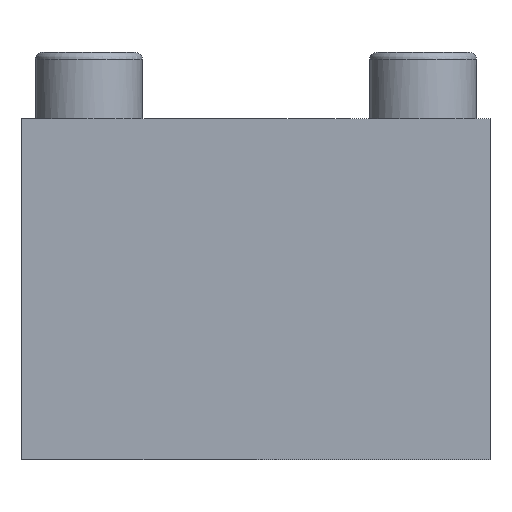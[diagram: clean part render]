
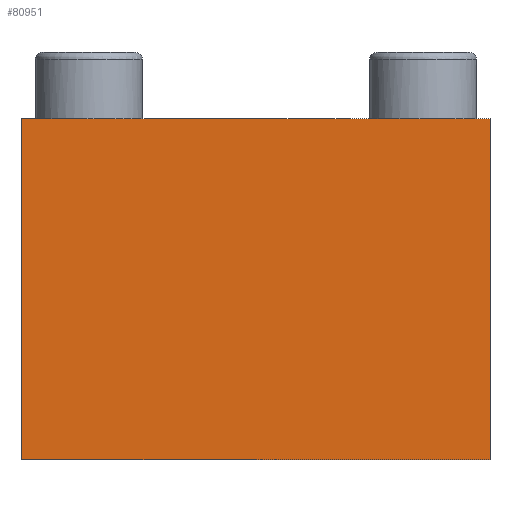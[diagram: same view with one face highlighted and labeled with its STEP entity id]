
A CAD part, front view. The second image highlights one B-rep face of the part: STEP entity #80951.
In plain terms, the highlighted planar face has unit normal (0, -1, 0).
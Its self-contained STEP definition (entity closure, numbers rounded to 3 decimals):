
#165=CARTESIAN_POINT('',(-35.,-185.,41.));
#166=VERTEX_POINT('',#165);
#167=CARTESIAN_POINT('',(-35.,-185.,-10.));
#168=VERTEX_POINT('',#167);
#169=CARTESIAN_POINT('',(-35.,-185.,41.));
#170=DIRECTION('',(-0.,0.,-1.));
#171=VECTOR('',#170,51.);
#172=LINE('',#169,#171);
#173=EDGE_CURVE('',#166,#168,#172,.T.);
#8396=CARTESIAN_POINT('',(35.,-185.,41.));
#8397=VERTEX_POINT('',#8396);
#8398=CARTESIAN_POINT('',(-35.,-185.,41.));
#8399=DIRECTION('',(1.,0.,-0.));
#8400=VECTOR('',#8399,70.);
#8401=LINE('',#8398,#8400);
#8402=EDGE_CURVE('',#166,#8397,#8401,.T.);
#80928=CARTESIAN_POINT('',(35.,-185.,31.));
#80929=DIRECTION('',(-0.,-1.,-0.));
#80930=DIRECTION('',(-1.,0.,0.));
#80931=AXIS2_PLACEMENT_3D('',#80928,#80929,#80930);
#80932=PLANE('',#80931);
#80933=CARTESIAN_POINT('',(35.,-185.,-10.));
#80934=VERTEX_POINT('',#80933);
#80935=CARTESIAN_POINT('',(35.,-185.,41.));
#80936=DIRECTION('',(-0.,0.,-1.));
#80937=VECTOR('',#80936,51.);
#80938=LINE('',#80935,#80937);
#80939=EDGE_CURVE('',#8397,#80934,#80938,.T.);
#80940=ORIENTED_EDGE('',*,*,#80939,.F.);
#80941=ORIENTED_EDGE('',*,*,#8402,.F.);
#80942=ORIENTED_EDGE('',*,*,#173,.T.);
#80943=CARTESIAN_POINT('',(35.,-185.,-10.));
#80944=DIRECTION('',(-1.,0.,0.));
#80945=VECTOR('',#80944,70.);
#80946=LINE('',#80943,#80945);
#80947=EDGE_CURVE('',#80934,#168,#80946,.T.);
#80948=ORIENTED_EDGE('',*,*,#80947,.F.);
#80949=EDGE_LOOP('',(#80940,#80941,#80942,#80948));
#80950=FACE_BOUND('',#80949,.T.);
#80951=ADVANCED_FACE('',(#80950),#80932,.T.);
